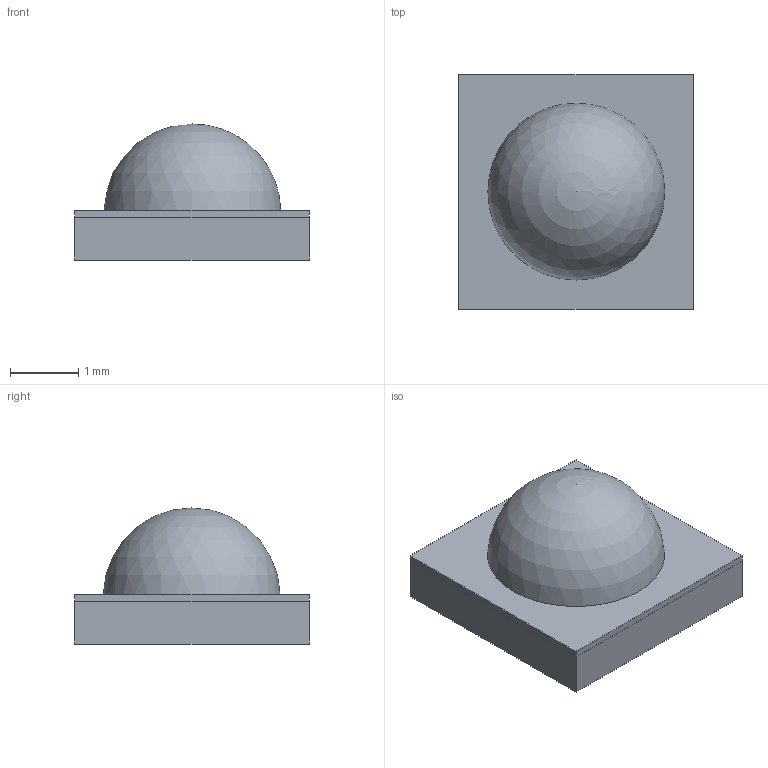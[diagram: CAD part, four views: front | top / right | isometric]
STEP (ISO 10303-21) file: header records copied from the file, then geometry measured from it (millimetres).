
FILE_DESCRIPTION(('FreeCAD Model'),'2;1');
FILE_NAME('xpe.step', '2018-11-19T01:02:40',('Author'),(''), 'Open CASCADE STEP processor 7.3','FreeCAD','Unknown');
FILE_SCHEMA(('AUTOMOTIVE_DESIGN { 1 0 10303 214 1 1 1 1 }'));
Length unit declared in the file: millimetre
Products named in the file (2): Body; Revolve
Bounding box: 3.45 x 3.45 x 2 mm (x, y, z)
Volume: 13.1 mm3; surface area: 49.6 mm2
Topology: 2 solids, 2 shells, 12 faces, 23 edges, 14 vertices
Faces by surface type: plane 11, sphere 1
Entity records: 618 total; most frequent: DIRECTION 94, CARTESIAN_POINT 93, LINE 63, VECTOR 63, ORIENTED_EDGE 44, PCURVE 44, DEFINITIONAL_REPRESENTATION 44, EDGE_CURVE 22
